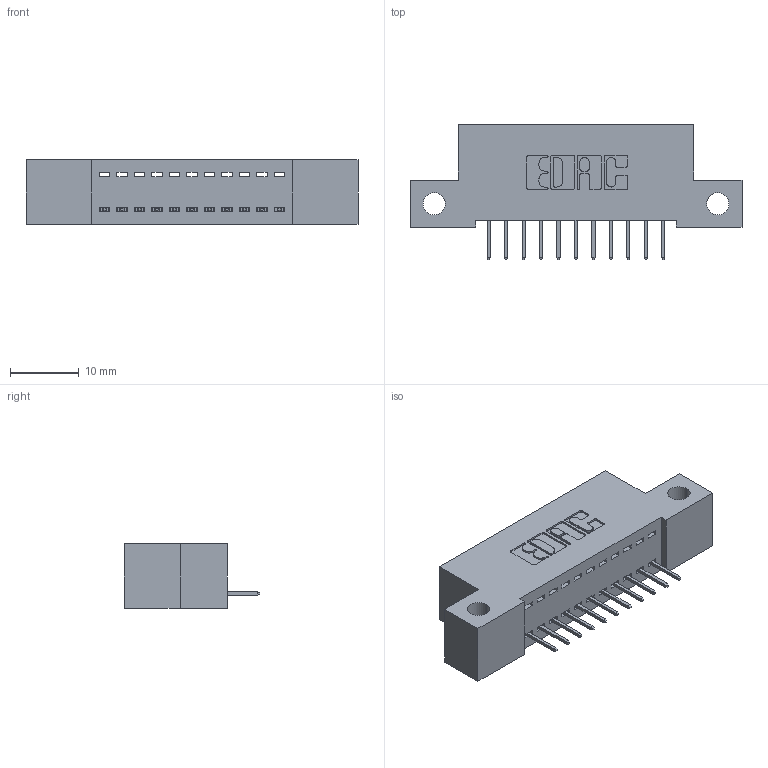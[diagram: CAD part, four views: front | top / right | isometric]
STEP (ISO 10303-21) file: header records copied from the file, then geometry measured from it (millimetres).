
FILE_DESCRIPTION (( 'STEP AP203' ), '1' );
FILE_NAME ('342-011-524-112.STEP', '2018-08-10T14:26:49', ( '' ), ( '' ), 'SwSTEP 2.0', 'SolidWorks 2016', '' );
FILE_SCHEMA (( 'CONFIG_CONTROL_DESIGN' ));
Length unit declared in the file: inch
Products named in the file (3): 342 Part_Side Mount; 345-292-001_345-293-124; 342-011-524-112
Assembly tree (12 placements, depth 2):
  342-011-524-112
    342 Part_Side Mount
    345-292-001_345-293-124  x11
Bounding box: 48.26 x 19.69 x 9.4 mm (x, y, z)
Volume: 3999.9 mm3; surface area: 4996.8 mm2
Topology: 12 solids, 12 shells, 792 faces, 2279 edges, 1474 vertices
Faces by surface type: plane 594, cylinder 198
Entity records: 10679 total; most frequent: CARTESIAN_POINT 1851, ORIENTED_EDGE 1798, DIRECTION 1625, EDGE_CURVE 899, VECTOR 775, LINE 775, VERTEX_POINT 594, AXIS2_PLACEMENT_3D 425
